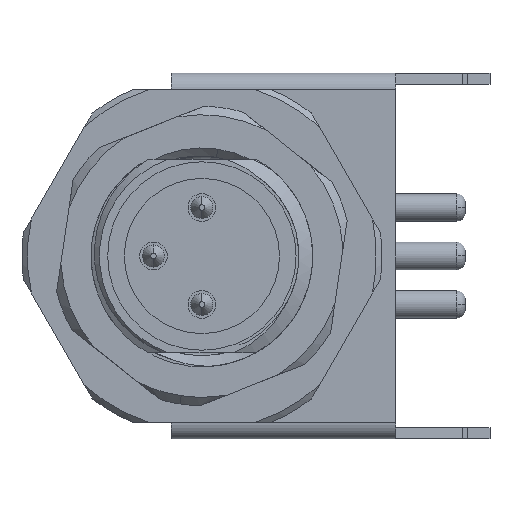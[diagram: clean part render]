
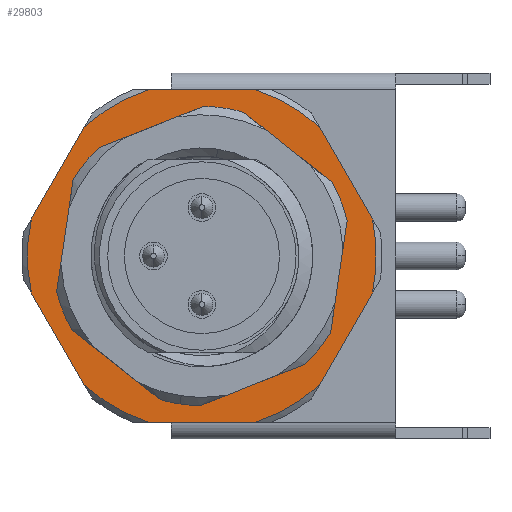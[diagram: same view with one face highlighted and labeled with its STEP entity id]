
A CAD part, left-side view. The second image highlights one B-rep face of the part: STEP entity #29803.
In plain terms, the highlighted planar face has unit normal (-1, 0, 0).
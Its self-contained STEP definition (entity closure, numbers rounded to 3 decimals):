
#127 = CARTESIAN_POINT ( 'NONE',  ( -3.5, 0., 0. ) ) ;
#603 = DIRECTION ( 'NONE',  ( -1., 0., 0. ) ) ;
#619 = EDGE_CURVE ( 'NONE', #24533, #16810, #25196, .T. ) ;
#718 = VERTEX_POINT ( 'NONE', #28132 ) ;
#1236 = CIRCLE ( 'NONE', #27186, 3.5 ) ;
#1347 = EDGE_CURVE ( 'NONE', #17429, #26645, #25432, .T. ) ;
#1624 = ORIENTED_EDGE ( 'NONE', *, *, #619, .T. ) ;
#1747 = VERTEX_POINT ( 'NONE', #6844 ) ;
#1949 = DIRECTION ( 'NONE',  ( 0., 1., 0. ) ) ;
#1961 = LINE ( 'NONE', #21863, #24199 ) ;
#2135 = ORIENTED_EDGE ( 'NONE', *, *, #21205, .T. ) ;
#2958 = CARTESIAN_POINT ( 'NONE',  ( -3.5, -4.236, 4.664 ) ) ;
#3135 = EDGE_CURVE ( 'NONE', #1747, #19159, #8856, .T. ) ;
#3141 = CIRCLE ( 'NONE', #23249, 6.3 ) ;
#3285 = CIRCLE ( 'NONE', #21824, 3.5 ) ;
#3544 = EDGE_CURVE ( 'NONE', #24160, #14271, #1961, .T. ) ;
#3701 = ORIENTED_EDGE ( 'NONE', *, *, #3544, .T. ) ;
#4036 = VECTOR ( 'NONE', #30420, 1000. ) ;
#4075 = DIRECTION ( 'NONE',  ( 0., -0.5, 0.866 ) ) ;
#4763 = VERTEX_POINT ( 'NONE', #25628 ) ;
#4935 = CARTESIAN_POINT ( 'NONE',  ( -3.5, 0., 0. ) ) ;
#6103 = FACE_OUTER_BOUND ( 'NONE', #12758, .T. ) ;
#6174 = LINE ( 'NONE', #16300, #29696 ) ;
#6562 = AXIS2_PLACEMENT_3D ( 'NONE', #127, #22988, #30639 ) ;
#6568 = CARTESIAN_POINT ( 'NONE',  ( -3.5, -3.464, -6. ) ) ;
#6844 = CARTESIAN_POINT ( 'NONE',  ( -3.5, -1.921, -6. ) ) ;
#6883 = VERTEX_POINT ( 'NONE', #31762 ) ;
#7185 = EDGE_CURVE ( 'NONE', #718, #6883, #1236, .T. ) ;
#8257 = AXIS2_PLACEMENT_3D ( 'NONE', #13192, #10697, #20322 ) ;
#8424 = CARTESIAN_POINT ( 'NONE',  ( -3.5, 6.5, 0. ) ) ;
#8425 = DIRECTION ( 'NONE',  ( 0., 0., -1. ) ) ;
#8654 = VECTOR ( 'NONE', #1949, 1000. ) ;
#8856 = CIRCLE ( 'NONE', #27411, 6.3 ) ;
#9046 = LINE ( 'NONE', #6568, #21386 ) ;
#9164 = CARTESIAN_POINT ( 'NONE',  ( -3.5, -4.236, -4.664 ) ) ;
#9600 = CARTESIAN_POINT ( 'NONE',  ( -3.5, 4.236, -4.664 ) ) ;
#9745 = CARTESIAN_POINT ( 'NONE',  ( -3.5, 4.236, 4.664 ) ) ;
#10000 = AXIS2_PLACEMENT_3D ( 'NONE', #8424, #16227, #31318 ) ;
#10697 = DIRECTION ( 'NONE',  ( -1., 0., 0. ) ) ;
#11717 = ORIENTED_EDGE ( 'NONE', *, *, #3135, .T. ) ;
#12180 = CARTESIAN_POINT ( 'NONE',  ( -3.5, 3.464, 6. ) ) ;
#12403 = DIRECTION ( 'NONE',  ( -1., 0., 0. ) ) ;
#12587 = ORIENTED_EDGE ( 'NONE', *, *, #15046, .T. ) ;
#12758 = EDGE_LOOP ( 'NONE', ( #3701, #21413, #16042, #2135, #30827, #28010, #12587, #1624, #26591, #11717, #24131, #15213 ) ) ;
#13192 = CARTESIAN_POINT ( 'NONE',  ( -3.5, 0., 0. ) ) ;
#13269 = CARTESIAN_POINT ( 'NONE',  ( -3.5, -6.157, 1.336 ) ) ;
#13481 = VERTEX_POINT ( 'NONE', #25953 ) ;
#13819 = DIRECTION ( 'NONE',  ( 0., -0.5, -0.866 ) ) ;
#14271 = VERTEX_POINT ( 'NONE', #2958 ) ;
#15046 = EDGE_CURVE ( 'NONE', #27846, #24533, #6174, .T. ) ;
#15213 = ORIENTED_EDGE ( 'NONE', *, *, #25148, .T. ) ;
#15464 = CARTESIAN_POINT ( 'NONE',  ( -3.5, -1.921, 6. ) ) ;
#16042 = ORIENTED_EDGE ( 'NONE', *, *, #21009, .T. ) ;
#16227 = DIRECTION ( 'NONE',  ( 1., 0., 0. ) ) ;
#16300 = CARTESIAN_POINT ( 'NONE',  ( -3.5, 6.928, 0. ) ) ;
#16703 = EDGE_CURVE ( 'NONE', #26645, #27846, #18085, .T. ) ;
#16810 = VERTEX_POINT ( 'NONE', #27983 ) ;
#16911 = ORIENTED_EDGE ( 'NONE', *, *, #17293, .F. ) ;
#16935 = DIRECTION ( 'NONE',  ( 0., -1., 0. ) ) ;
#17253 = DIRECTION ( 'NONE',  ( 0., 0., -1. ) ) ;
#17293 = EDGE_CURVE ( 'NONE', #6883, #718, #3285, .T. ) ;
#17429 = VERTEX_POINT ( 'NONE', #9745 ) ;
#18085 = CIRCLE ( 'NONE', #20799, 6.3 ) ;
#18199 = CIRCLE ( 'NONE', #6562, 6.3 ) ;
#18342 = CARTESIAN_POINT ( 'NONE',  ( -3.5, 0., 0. ) ) ;
#18734 = DIRECTION ( 'NONE',  ( -1., 0., 0. ) ) ;
#18899 = DIRECTION ( 'NONE',  ( -1., 0., 0. ) ) ;
#19159 = VERTEX_POINT ( 'NONE', #9164 ) ;
#19969 = CARTESIAN_POINT ( 'NONE',  ( -3.5, 6.157, -1.336 ) ) ;
#20322 = DIRECTION ( 'NONE',  ( 0., 0., -1. ) ) ;
#20799 = AXIS2_PLACEMENT_3D ( 'NONE', #18342, #603, #25814 ) ;
#21009 = EDGE_CURVE ( 'NONE', #30597, #13481, #24825, .T. ) ;
#21205 = EDGE_CURVE ( 'NONE', #13481, #17429, #18199, .T. ) ;
#21224 = DIRECTION ( 'NONE',  ( 0., 0., 1. ) ) ;
#21386 = VECTOR ( 'NONE', #4075, 1000. ) ;
#21402 = CARTESIAN_POINT ( 'NONE',  ( -3.5, 3.464, -6. ) ) ;
#21413 = ORIENTED_EDGE ( 'NONE', *, *, #28113, .T. ) ;
#21523 = CARTESIAN_POINT ( 'NONE',  ( -3.5, 0., 0. ) ) ;
#21750 = EDGE_CURVE ( 'NONE', #19159, #4763, #9046, .T. ) ;
#21824 = AXIS2_PLACEMENT_3D ( 'NONE', #4935, #12403, #29995 ) ;
#21863 = CARTESIAN_POINT ( 'NONE',  ( -3.5, -6.928, 0. ) ) ;
#22211 = CARTESIAN_POINT ( 'NONE',  ( -3.5, 0., 0. ) ) ;
#22544 = CIRCLE ( 'NONE', #8257, 6.3 ) ;
#22886 = EDGE_CURVE ( 'NONE', #16810, #1747, #29051, .T. ) ;
#22988 = DIRECTION ( 'NONE',  ( -1., 0., 0. ) ) ;
#23249 = AXIS2_PLACEMENT_3D ( 'NONE', #21523, #31647, #8425 ) ;
#24041 = DIRECTION ( 'NONE',  ( 0., 0., -1. ) ) ;
#24131 = ORIENTED_EDGE ( 'NONE', *, *, #21750, .T. ) ;
#24160 = VERTEX_POINT ( 'NONE', #13269 ) ;
#24174 = PLANE ( 'NONE',  #10000 ) ;
#24199 = VECTOR ( 'NONE', #32479, 1000. ) ;
#24533 = VERTEX_POINT ( 'NONE', #9600 ) ;
#24825 = LINE ( 'NONE', #29825, #8654 ) ;
#24943 = ORIENTED_EDGE ( 'NONE', *, *, #7185, .F. ) ;
#25148 = EDGE_CURVE ( 'NONE', #4763, #24160, #22544, .T. ) ;
#25196 = CIRCLE ( 'NONE', #27855, 6.3 ) ;
#25432 = LINE ( 'NONE', #12180, #4036 ) ;
#25628 = CARTESIAN_POINT ( 'NONE',  ( -3.5, -6.157, -1.336 ) ) ;
#25814 = DIRECTION ( 'NONE',  ( 0., 0., -1. ) ) ;
#25953 = CARTESIAN_POINT ( 'NONE',  ( -3.5, 1.921, 6. ) ) ;
#26202 = VECTOR ( 'NONE', #16935, 1000. ) ;
#26497 = FACE_BOUND ( 'NONE', #29929, .T. ) ;
#26531 = CARTESIAN_POINT ( 'NONE',  ( -3.5, 0., 0. ) ) ;
#26537 = CARTESIAN_POINT ( 'NONE',  ( -3.5, 0., 0. ) ) ;
#26591 = ORIENTED_EDGE ( 'NONE', *, *, #22886, .T. ) ;
#26645 = VERTEX_POINT ( 'NONE', #32539 ) ;
#27186 = AXIS2_PLACEMENT_3D ( 'NONE', #26537, #18734, #21224 ) ;
#27411 = AXIS2_PLACEMENT_3D ( 'NONE', #22211, #32348, #17253 ) ;
#27846 = VERTEX_POINT ( 'NONE', #19969 ) ;
#27855 = AXIS2_PLACEMENT_3D ( 'NONE', #26531, #18899, #24041 ) ;
#27983 = CARTESIAN_POINT ( 'NONE',  ( -3.5, 1.921, -6. ) ) ;
#28010 = ORIENTED_EDGE ( 'NONE', *, *, #16703, .T. ) ;
#28113 = EDGE_CURVE ( 'NONE', #14271, #30597, #3141, .T. ) ;
#28132 = CARTESIAN_POINT ( 'NONE',  ( -3.5, 0., -3.5 ) ) ;
#29051 = LINE ( 'NONE', #21402, #26202 ) ;
#29696 = VECTOR ( 'NONE', #13819, 1000. ) ;
#29803 = ADVANCED_FACE ( 'NONE', ( #26497, #6103 ), #24174, .F. ) ;
#29825 = CARTESIAN_POINT ( 'NONE',  ( -3.5, -3.464, 6. ) ) ;
#29929 = EDGE_LOOP ( 'NONE', ( #16911, #24943 ) ) ;
#29995 = DIRECTION ( 'NONE',  ( 0., 0., 1. ) ) ;
#30420 = DIRECTION ( 'NONE',  ( 0., 0.5, -0.866 ) ) ;
#30597 = VERTEX_POINT ( 'NONE', #15464 ) ;
#30639 = DIRECTION ( 'NONE',  ( 0., 0., -1. ) ) ;
#30827 = ORIENTED_EDGE ( 'NONE', *, *, #1347, .T. ) ;
#31318 = DIRECTION ( 'NONE',  ( 0., 0., -1. ) ) ;
#31647 = DIRECTION ( 'NONE',  ( -1., 0., 0. ) ) ;
#31762 = CARTESIAN_POINT ( 'NONE',  ( -3.5, 0., 3.5 ) ) ;
#32348 = DIRECTION ( 'NONE',  ( -1., 0., 0. ) ) ;
#32479 = DIRECTION ( 'NONE',  ( 0., 0.5, 0.866 ) ) ;
#32539 = CARTESIAN_POINT ( 'NONE',  ( -3.5, 6.157, 1.336 ) ) ;
